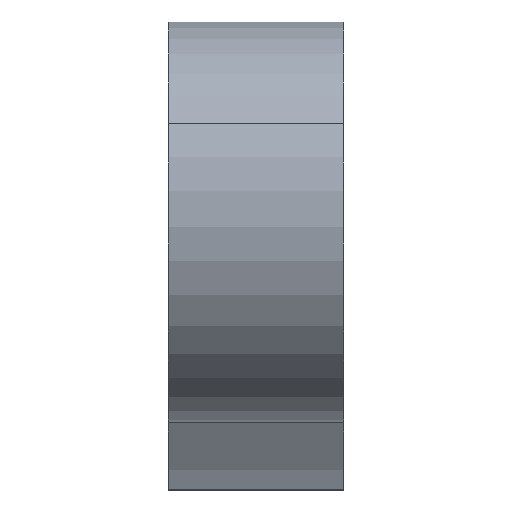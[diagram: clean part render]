
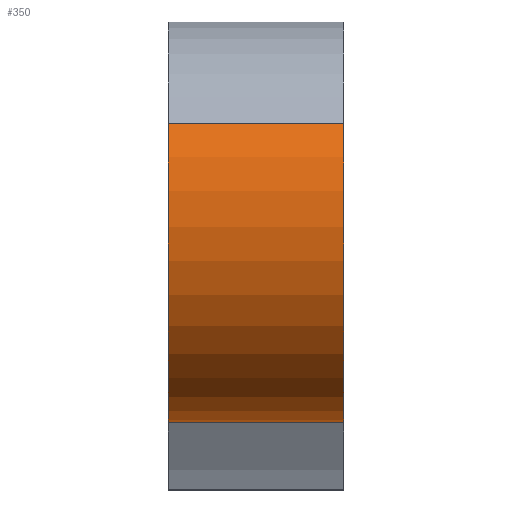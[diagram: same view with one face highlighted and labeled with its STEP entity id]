
A CAD part, left-side view. The second image highlights one B-rep face of the part: STEP entity #350.
In plain terms, the highlighted cylindrical face has radius 6 mm (diameter 12 mm), a partial arc.
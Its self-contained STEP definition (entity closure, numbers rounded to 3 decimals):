
#21 = FACE_OUTER_BOUND ( 'NONE', #94, .T. ) ;
#32 = DIRECTION ( 'NONE',  ( 0., 0., 1. ) ) ;
#51 = CARTESIAN_POINT ( 'NONE',  ( 79.822, -5., -55.678 ) ) ;
#57 = VECTOR ( 'NONE', #377, 1000. ) ;
#73 = ORIENTED_EDGE ( 'NONE', *, *, #530, .F. ) ;
#76 = CIRCLE ( 'NONE', #180, 6. ) ;
#94 = EDGE_LOOP ( 'NONE', ( #573, #231, #73, #436 ) ) ;
#99 = CARTESIAN_POINT ( 'NONE',  ( 79.822, 5., -55.678 ) ) ;
#137 = CARTESIAN_POINT ( 'NONE',  ( 74.371, -5., -47.171 ) ) ;
#160 = DIRECTION ( 'NONE',  ( 0., 0., 1. ) ) ;
#162 = CARTESIAN_POINT ( 'NONE',  ( 79.822, 5., -49.678 ) ) ;
#164 = LINE ( 'NONE', #137, #588 ) ;
#180 = AXIS2_PLACEMENT_3D ( 'NONE', #582, #188, #416 ) ;
#188 = DIRECTION ( 'NONE',  ( 0., -1., 0. ) ) ;
#189 = DIRECTION ( 'NONE',  ( 0., 1., 0. ) ) ;
#196 = CARTESIAN_POINT ( 'NONE',  ( 74.371, 0., -47.171 ) ) ;
#223 = EDGE_CURVE ( 'NONE', #455, #224, #164, .T. ) ;
#224 = VERTEX_POINT ( 'NONE', #460 ) ;
#231 = ORIENTED_EDGE ( 'NONE', *, *, #223, .T. ) ;
#249 = AXIS2_PLACEMENT_3D ( 'NONE', #162, #434, #160 ) ;
#269 = EDGE_CURVE ( 'NONE', #455, #284, #76, .T. ) ;
#284 = VERTEX_POINT ( 'NONE', #496 ) ;
#314 = CARTESIAN_POINT ( 'NONE',  ( 79.822, -5., -49.678 ) ) ;
#350 = ADVANCED_FACE ( 'NONE', ( #21 ), #564, .T. ) ;
#365 = CIRCLE ( 'NONE', #249, 6. ) ;
#371 = LINE ( 'NONE', #51, #57 ) ;
#377 = DIRECTION ( 'NONE',  ( 0., 1., 0. ) ) ;
#416 = DIRECTION ( 'NONE',  ( 0., 0., -1. ) ) ;
#427 = VERTEX_POINT ( 'NONE', #99 ) ;
#434 = DIRECTION ( 'NONE',  ( 0., 1., 0. ) ) ;
#436 = ORIENTED_EDGE ( 'NONE', *, *, #519, .F. ) ;
#455 = VERTEX_POINT ( 'NONE', #196 ) ;
#460 = CARTESIAN_POINT ( 'NONE',  ( 74.371, 5., -47.171 ) ) ;
#474 = AXIS2_PLACEMENT_3D ( 'NONE', #314, #189, #32 ) ;
#496 = CARTESIAN_POINT ( 'NONE',  ( 79.822, 0., -55.678 ) ) ;
#504 = DIRECTION ( 'NONE',  ( 0., 1., 0. ) ) ;
#519 = EDGE_CURVE ( 'NONE', #284, #427, #371, .T. ) ;
#530 = EDGE_CURVE ( 'NONE', #427, #224, #365, .T. ) ;
#564 = CYLINDRICAL_SURFACE ( 'NONE', #474, 6. ) ;
#573 = ORIENTED_EDGE ( 'NONE', *, *, #269, .F. ) ;
#582 = CARTESIAN_POINT ( 'NONE',  ( 79.822, 0., -49.678 ) ) ;
#588 = VECTOR ( 'NONE', #504, 1000. ) ;
